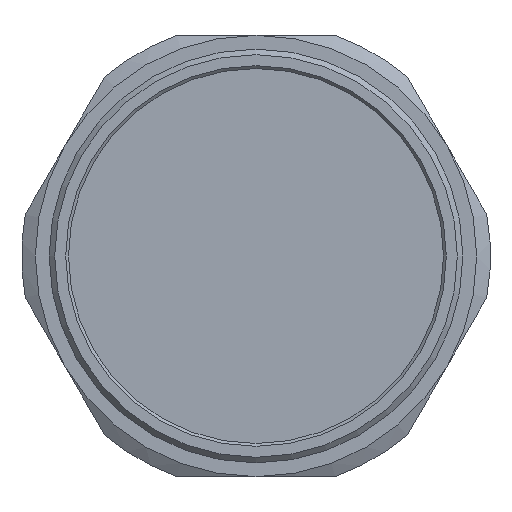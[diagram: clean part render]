
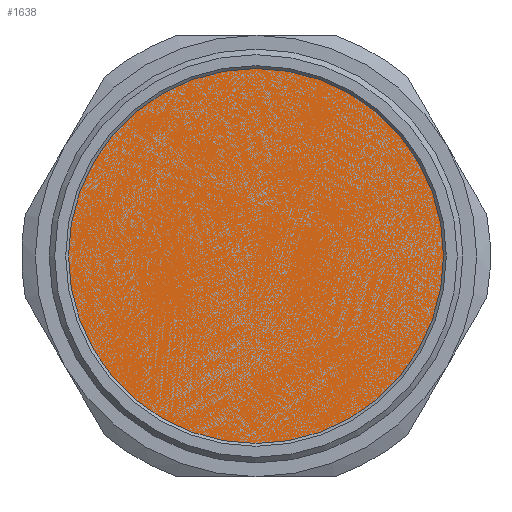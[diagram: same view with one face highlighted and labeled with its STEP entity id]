
A CAD part, front view. The second image highlights one B-rep face of the part: STEP entity #1638.
In plain terms, the highlighted planar face has unit normal (0, 1, 0).
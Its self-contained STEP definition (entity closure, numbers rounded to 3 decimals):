
#393=FACE_OUTER_BOUND('',#502,.T.);
#502=EDGE_LOOP('',(#1405));
#606=CIRCLE('',#1860,37.5);
#743=VERTEX_POINT('',#2956);
#965=EDGE_CURVE('',#743,#743,#606,.T.);
#1405=ORIENTED_EDGE('',*,*,#965,.T.);
#1438=PLANE('',#1859);
#1638=ADVANCED_FACE('',(#393),#1438,.T.);
#1859=AXIS2_PLACEMENT_3D('',#2955,#2322,#2323);
#1860=AXIS2_PLACEMENT_3D('',#2957,#2324,#2325);
#2322=DIRECTION('center_axis',(0.,1.,0.));
#2323=DIRECTION('ref_axis',(0.,0.,1.));
#2324=DIRECTION('center_axis',(0.,1.,0.));
#2325=DIRECTION('ref_axis',(-1.,0.,0.));
#2955=CARTESIAN_POINT('Origin',(-1.85,-5.408,0.));
#2956=CARTESIAN_POINT('',(-39.35,-5.408,0.));
#2957=CARTESIAN_POINT('Origin',(-1.85,-5.408,0.));
